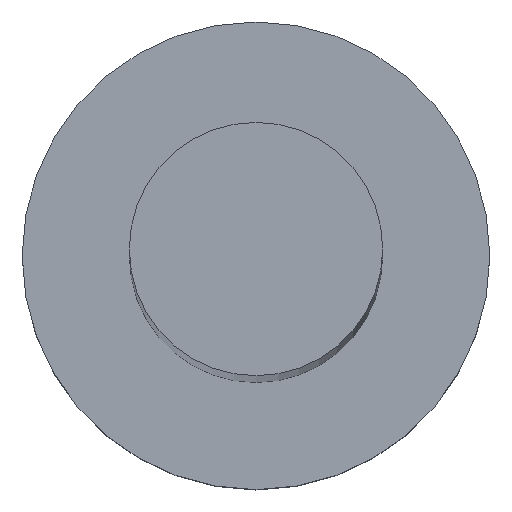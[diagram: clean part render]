
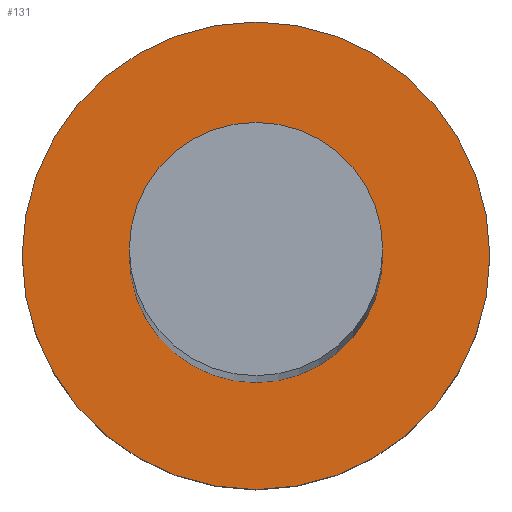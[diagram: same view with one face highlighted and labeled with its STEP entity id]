
A CAD part, top view. The second image highlights one B-rep face of the part: STEP entity #131.
In plain terms, the highlighted planar face has unit normal (0, 0, 1).
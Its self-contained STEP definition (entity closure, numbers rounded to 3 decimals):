
#3 = AXIS2_PLACEMENT_3D ( 'NONE', #15, #190, #248 ) ;
#6 = CARTESIAN_POINT ( 'NONE',  ( 0., 0., 5. ) ) ;
#9 = FACE_OUTER_BOUND ( 'NONE', #242, .T. ) ;
#12 = CARTESIAN_POINT ( 'NONE',  ( -6., 0., 5. ) ) ;
#15 = CARTESIAN_POINT ( 'NONE',  ( 0., 0., 5. ) ) ;
#26 = EDGE_CURVE ( 'NONE', #205, #225, #95, .T. ) ;
#31 = ORIENTED_EDGE ( 'NONE', *, *, #26, .F. ) ;
#33 = ORIENTED_EDGE ( 'NONE', *, *, #149, .T. ) ;
#53 = DIRECTION ( 'NONE',  ( 0., 0., 1. ) ) ;
#56 = EDGE_CURVE ( 'NONE', #225, #205, #250, .T. ) ;
#66 = AXIS2_PLACEMENT_3D ( 'NONE', #71, #53, #229 ) ;
#71 = CARTESIAN_POINT ( 'NONE',  ( 0., 0., 5. ) ) ;
#76 = CARTESIAN_POINT ( 'NONE',  ( 0., 0., 5. ) ) ;
#79 = CIRCLE ( 'NONE', #140, 6. ) ;
#89 = CARTESIAN_POINT ( 'NONE',  ( 3.25, 0., 5. ) ) ;
#91 = DIRECTION ( 'NONE',  ( 1., 0., 0. ) ) ;
#92 = DIRECTION ( 'NONE',  ( 0., 0., 1. ) ) ;
#94 = CARTESIAN_POINT ( 'NONE',  ( 0., 0., 5. ) ) ;
#95 = CIRCLE ( 'NONE', #66, 3.25 ) ;
#96 = ORIENTED_EDGE ( 'NONE', *, *, #103, .T. ) ;
#102 = VERTEX_POINT ( 'NONE', #12 ) ;
#103 = EDGE_CURVE ( 'NONE', #102, #157, #180, .T. ) ;
#115 = CARTESIAN_POINT ( 'NONE',  ( -3.25, 0., 5. ) ) ;
#131 = ADVANCED_FACE ( 'NONE', ( #188, #9 ), #155, .T. ) ;
#132 = DIRECTION ( 'NONE',  ( 0., 0., 1. ) ) ;
#140 = AXIS2_PLACEMENT_3D ( 'NONE', #76, #132, #91 ) ;
#148 = CARTESIAN_POINT ( 'NONE',  ( 6., 0., 5. ) ) ;
#149 = EDGE_CURVE ( 'NONE', #157, #102, #79, .T. ) ;
#152 = DIRECTION ( 'NONE',  ( 1., 0., 0. ) ) ;
#155 = PLANE ( 'NONE',  #185 ) ;
#157 = VERTEX_POINT ( 'NONE', #148 ) ;
#174 = DIRECTION ( 'NONE',  ( 0., 0., 1. ) ) ;
#176 = ORIENTED_EDGE ( 'NONE', *, *, #56, .F. ) ;
#180 = CIRCLE ( 'NONE', #206, 6. ) ;
#185 = AXIS2_PLACEMENT_3D ( 'NONE', #94, #174, #244 ) ;
#188 = FACE_BOUND ( 'NONE', #249, .T. ) ;
#190 = DIRECTION ( 'NONE',  ( 0., 0., 1. ) ) ;
#205 = VERTEX_POINT ( 'NONE', #115 ) ;
#206 = AXIS2_PLACEMENT_3D ( 'NONE', #6, #92, #152 ) ;
#225 = VERTEX_POINT ( 'NONE', #89 ) ;
#229 = DIRECTION ( 'NONE',  ( 1., 0., 0. ) ) ;
#242 = EDGE_LOOP ( 'NONE', ( #96, #33 ) ) ;
#244 = DIRECTION ( 'NONE',  ( 1., 0., 0. ) ) ;
#248 = DIRECTION ( 'NONE',  ( 1., 0., 0. ) ) ;
#249 = EDGE_LOOP ( 'NONE', ( #31, #176 ) ) ;
#250 = CIRCLE ( 'NONE', #3, 3.25 ) ;
